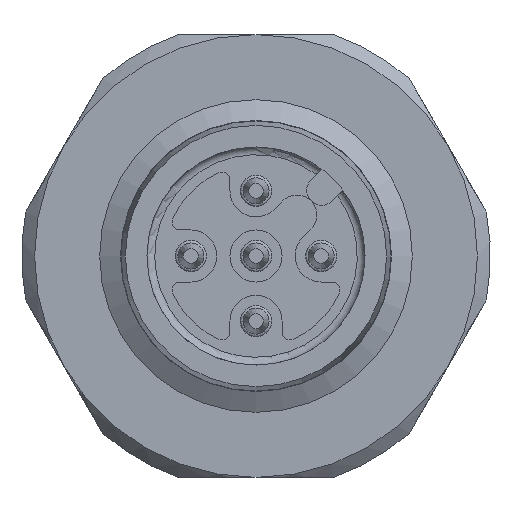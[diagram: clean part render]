
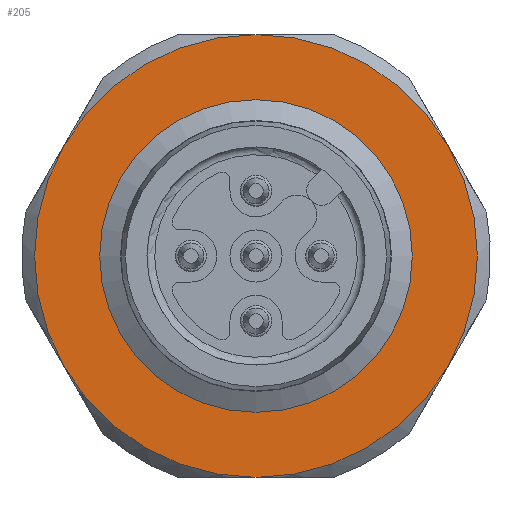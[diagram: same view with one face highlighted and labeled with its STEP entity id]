
A CAD part, left-side view. The second image highlights one B-rep face of the part: STEP entity #205.
In plain terms, the highlighted planar face has unit normal (-1, 0, 0).
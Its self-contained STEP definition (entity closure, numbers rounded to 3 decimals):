
#81=PLANE('',#1813);
#205=ADVANCED_FACE('F17',(#377,#378),#81,.T.);
#377=FACE_BOUND('',#544,.T.);
#378=FACE_BOUND('',#545,.T.);
#544=EDGE_LOOP('',(#942,#943,#944,#945,#946,#947));
#545=EDGE_LOOP('',(#948));
#720=CIRCLE('',#1777,6.);
#723=CIRCLE('',#1782,8.5);
#726=CIRCLE('',#1788,8.5);
#733=CIRCLE('',#1800,8.5);
#734=CIRCLE('',#1803,8.5);
#737=CIRCLE('',#1810,8.5);
#738=CIRCLE('',#1812,8.5);
#942=ORIENTED_EDGE('',*,*,#1483,.F.);
#943=ORIENTED_EDGE('',*,*,#1453,.F.);
#944=ORIENTED_EDGE('',*,*,#1444,.F.);
#945=ORIENTED_EDGE('',*,*,#1484,.T.);
#946=ORIENTED_EDGE('',*,*,#1470,.F.);
#947=ORIENTED_EDGE('',*,*,#1474,.F.);
#948=ORIENTED_EDGE('',*,*,#1438,.F.);
#1274=VERTEX_POINT('',#2673);
#1280=VERTEX_POINT('',#2688);
#1281=VERTEX_POINT('',#2690);
#1286=VERTEX_POINT('',#2713);
#1298=VERTEX_POINT('',#2749);
#1299=VERTEX_POINT('',#2753);
#1300=VERTEX_POINT('',#2764);
#1438=EDGE_CURVE('E64',#1274,#1274,#720,.T.);
#1444=EDGE_CURVE('E61',#1280,#1281,#723,.T.);
#1453=EDGE_CURVE('E60',#1281,#1286,#726,.T.);
#1470=EDGE_CURVE('E62',#1299,#1298,#733,.T.);
#1474=EDGE_CURVE('E63',#1300,#1299,#734,.T.);
#1483=EDGE_CURVE('E59',#1286,#1300,#737,.T.);
#1484=EDGE_CURVE('E56',#1280,#1298,#738,.T.);
#1777=AXIS2_PLACEMENT_3D('',#2672,#2067,#2068);
#1782=AXIS2_PLACEMENT_3D('',#2689,#2079,#2080);
#1788=AXIS2_PLACEMENT_3D('',#2712,#2094,#2095);
#1800=AXIS2_PLACEMENT_3D('',#2754,#2125,#2126);
#1803=AXIS2_PLACEMENT_3D('',#2765,#2132,#2133);
#1810=AXIS2_PLACEMENT_3D('',#2786,#2150,#2151);
#1812=AXIS2_PLACEMENT_3D('',#2788,#2154,#2155);
#1813=AXIS2_PLACEMENT_3D('',#2789,#2156,#2157);
#2067=DIRECTION('',(-1.,0.,0.));
#2068=DIRECTION('',(0.,0.,1.));
#2079=DIRECTION('',(1.,0.,0.));
#2080=DIRECTION('',(0.,0.,-1.));
#2094=DIRECTION('',(1.,0.,0.));
#2095=DIRECTION('',(0.,0.,-1.));
#2125=DIRECTION('',(1.,0.,0.));
#2126=DIRECTION('',(0.,0.,-1.));
#2132=DIRECTION('',(1.,0.,0.));
#2133=DIRECTION('',(0.,0.,-1.));
#2150=DIRECTION('',(1.,0.,0.));
#2151=DIRECTION('',(0.,0.,-1.));
#2154=DIRECTION('',(-1.,0.,0.));
#2155=DIRECTION('',(0.,-1.,0.));
#2156=DIRECTION('',(-1.,0.,0.));
#2157=DIRECTION('',(0.,0.5,-0.866));
#2672=CARTESIAN_POINT('',(59.95,50.,0.));
#2673=CARTESIAN_POINT('',(59.95,50.,6.));
#2688=CARTESIAN_POINT('',(59.95,42.639,-4.25));
#2689=CARTESIAN_POINT('',(59.95,50.,0.));
#2690=CARTESIAN_POINT('',(59.95,50.,-8.5));
#2712=CARTESIAN_POINT('',(59.95,50.,0.));
#2713=CARTESIAN_POINT('',(59.95,57.361,-4.25));
#2749=CARTESIAN_POINT('',(59.95,42.639,4.25));
#2753=CARTESIAN_POINT('',(59.95,50.,8.5));
#2754=CARTESIAN_POINT('',(59.95,50.,0.));
#2764=CARTESIAN_POINT('',(59.95,57.361,4.25));
#2765=CARTESIAN_POINT('',(59.95,50.,0.));
#2786=CARTESIAN_POINT('',(59.95,50.,0.));
#2788=CARTESIAN_POINT('',(59.95,50.,0.));
#2789=CARTESIAN_POINT('',(59.95,46.578,-12.772));
